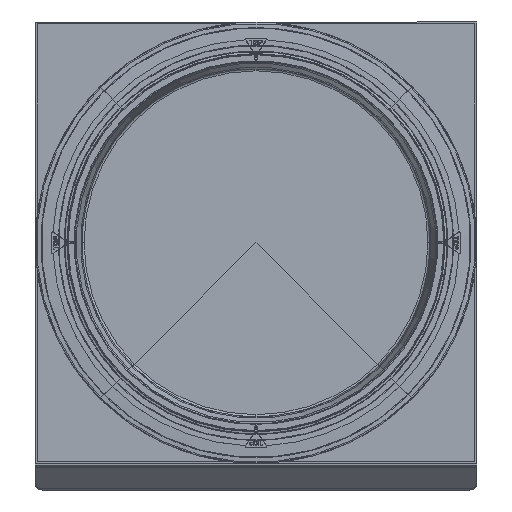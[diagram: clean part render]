
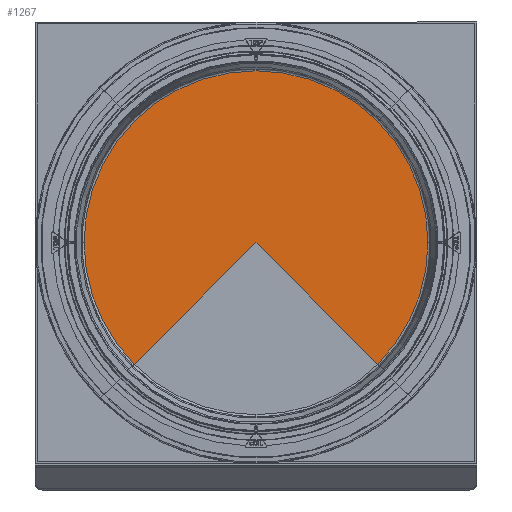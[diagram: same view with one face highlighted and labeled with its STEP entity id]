
A CAD part, left-side view. The second image highlights one B-rep face of the part: STEP entity #1267.
In plain terms, the highlighted face is planar.
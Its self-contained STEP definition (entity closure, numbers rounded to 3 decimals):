
#1267=ADVANCED_FACE('4051019_Wandhuelse_vereinfacht',(#3215),#3216,.T.);
#3215=FACE_OUTER_BOUND('',#6573,.T.);
#3216=PLANE('',#6574);
#6573=EDGE_LOOP('',(#15417,#15418,#15419,#15420,#15421,#15422,#15423,#15424));
#6574=AXIS2_PLACEMENT_3D('',#15425,#15426,#15427);
#15417=ORIENTED_EDGE('',*,*,#17092,.T.);
#15418=ORIENTED_EDGE('',*,*,#17707,.T.);
#15419=ORIENTED_EDGE('',*,*,#17060,.T.);
#15420=ORIENTED_EDGE('',*,*,#18126,.T.);
#15421=ORIENTED_EDGE('',*,*,#18540,.T.);
#15422=ORIENTED_EDGE('',*,*,#18539,.F.);
#15423=ORIENTED_EDGE('',*,*,#16996,.T.);
#15424=ORIENTED_EDGE('',*,*,#18887,.T.);
#15425=CARTESIAN_POINT('',(53.255,53.255,52.294));
#15426=DIRECTION('',(0.,0.,1.0));
#15427=DIRECTION('',(-0.707,0.707,0.0));
#16996=EDGE_CURVE('',#19633,#19630,#19634,.T.);
#17060=EDGE_CURVE('',#19761,#19758,#19762,.T.);
#17092=EDGE_CURVE('',#19825,#19822,#19826,.T.);
#17707=EDGE_CURVE('',#19822,#19761,#20847,.T.);
#18126=EDGE_CURVE('',#19758,#19697,#21514,.T.);
#18539=EDGE_CURVE('',#19633,#22172,#22173,.F.);
#18540=EDGE_CURVE('',#19697,#22172,#22174,.F.);
#18887=EDGE_CURVE('',#19630,#19825,#22693,.T.);
#19630=VERTEX_POINT('',#23885);
#19633=VERTEX_POINT('',#23888);
#19634=CIRCLE('',#23889,74.);
#19697=VERTEX_POINT('',#23984);
#19758=VERTEX_POINT('',#24077);
#19761=VERTEX_POINT('',#24080);
#19762=CIRCLE('',#24081,74.);
#19822=VERTEX_POINT('',#24173);
#19825=VERTEX_POINT('',#24176);
#19826=CIRCLE('',#24177,74.);
#20847=CIRCLE('',#26586,74.);
#21514=CIRCLE('',#28083,74.);
#22172=VERTEX_POINT('',#29561);
#22173=LINE('',#29562,#29563);
#22174=LINE('',#29564,#29565);
#22693=CIRCLE('',#30553,74.);
#23885=CARTESIAN_POINT('',(0.,-74.,52.294));
#23888=CARTESIAN_POINT('',(-52.326,-52.326,52.294));
#23889=AXIS2_PLACEMENT_3D('',#32225,#32226,#32227);
#23984=CARTESIAN_POINT('',(-52.326,52.326,52.294));
#24077=CARTESIAN_POINT('',(0.,74.,52.294));
#24080=CARTESIAN_POINT('',(52.326,52.326,52.294));
#24081=AXIS2_PLACEMENT_3D('',#32369,#32370,#32371);
#24173=CARTESIAN_POINT('',(74.,0.,52.294));
#24176=CARTESIAN_POINT('',(52.326,-52.326,52.294));
#24177=AXIS2_PLACEMENT_3D('',#32441,#32442,#32443);
#26586=AXIS2_PLACEMENT_3D('',#33254,#33255,#33256);
#28083=AXIS2_PLACEMENT_3D('',#33854,#33855,#33856);
#29561=CARTESIAN_POINT('',(0.,0.,52.294));
#29562=CARTESIAN_POINT('',(-26.163,-26.163,52.294));
#29563=VECTOR('',#34450,1.0);
#29564=CARTESIAN_POINT('',(-26.163,26.163,52.294));
#29565=VECTOR('',#34451,1.0);
#30553=AXIS2_PLACEMENT_3D('',#35050,#35051,#35052);
#32225=CARTESIAN_POINT('',(0.,0.,52.294));
#32226=DIRECTION('',(0.,0.,1.0));
#32227=DIRECTION('',(1.0,0.,0.));
#32369=CARTESIAN_POINT('',(0.,0.,52.294));
#32370=DIRECTION('',(0.,0.,1.0));
#32371=DIRECTION('',(1.0,0.,0.));
#32441=CARTESIAN_POINT('',(0.,0.,52.294));
#32442=DIRECTION('',(0.,0.,1.0));
#32443=DIRECTION('',(1.0,0.,0.));
#33254=CARTESIAN_POINT('',(0.,0.,52.294));
#33255=DIRECTION('',(0.,0.,1.0));
#33256=DIRECTION('',(1.0,0.,0.));
#33854=CARTESIAN_POINT('',(0.,0.,52.294));
#33855=DIRECTION('',(0.,0.,1.0));
#33856=DIRECTION('',(1.0,0.,0.));
#34450=DIRECTION('',(-0.707,-0.707,0.));
#34451=DIRECTION('',(-0.707,0.707,0.0));
#35050=CARTESIAN_POINT('',(0.,0.,52.294));
#35051=DIRECTION('',(0.,0.,1.0));
#35052=DIRECTION('',(1.0,0.,0.));
